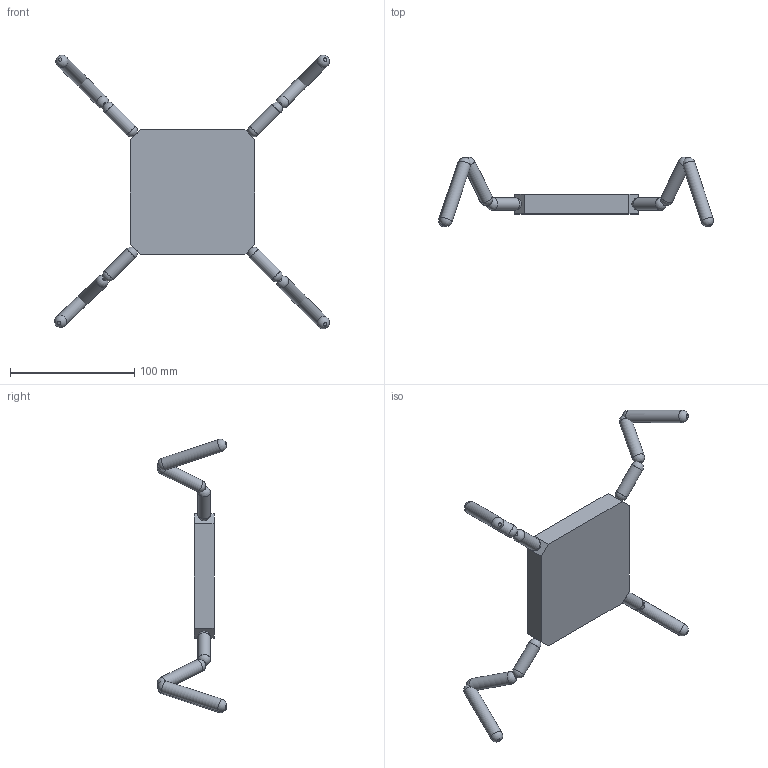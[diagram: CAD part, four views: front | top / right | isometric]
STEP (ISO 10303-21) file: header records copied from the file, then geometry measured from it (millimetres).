
FILE_DESCRIPTION(/* description */ (''),/* implementation_level */ '2;1');
FILE_NAME(/* name */ 'spider_simulator_model.step',/* time_stamp */ '2018-01-16T15:47:51+05:00',/* author */ ('ashwinikumar.gupta'),/* organization */ (''),/* preprocessor_version */ 'ST-DEVELOPER v16.13',/* originating_system */ 'Autodesk Translation Framework v6.5.0.72',/* authorisation */ '');
FILE_SCHEMA (('AUTOMOTIVE_DESIGN { 1 0 10303 214 3 1 1 }'));
Length unit declared in the file: millimetre
Products named in the file (20): spider_simulator_model; leg_1_Part_1; leg_1_Part_2; leg_1_part_3; Body; leg_1_Part_1_1; leg_1_Part_1_2; leg_1_Part_1_3; leg_1_Part_1_bottom; leg_1_Part_1_top; leg_1_Part_2_1; leg_1_Part_2_2; leg_1_Part_2_3; leg_1_Part_2_bottom; leg_1_Part_2_top; leg_1_part_3_1; leg_1_part_3_2; leg_1_part_3_3; leg_1_part_3_top; leg_1_part_3_bottom
Assembly tree (37 placements, depth 3):
  spider_simulator_model
    leg_1_Part_1
      leg_1_Part_1_bottom
      leg_1_Part_1_top
    leg_1_Part_2
      leg_1_Part_2_bottom
      leg_1_Part_2_top
    leg_1_part_3
      leg_1_part_3_top
      leg_1_part_3_bottom
    Body
    leg_1_Part_1_1
      leg_1_Part_1_bottom
      leg_1_Part_1_top
    leg_1_Part_1_2
      leg_1_Part_1_bottom
      leg_1_Part_1_top
    leg_1_Part_1_3
      leg_1_Part_1_bottom
      leg_1_Part_1_top
    leg_1_Part_2_1
      leg_1_Part_2_bottom
      leg_1_Part_2_top
    leg_1_Part_2_2
      leg_1_Part_2_bottom
      leg_1_Part_2_top
    leg_1_Part_2_3
      leg_1_Part_2_bottom
      leg_1_Part_2_top
    leg_1_part_3_1
      leg_1_part_3_top
      leg_1_part_3_bottom
    leg_1_part_3_2
      leg_1_part_3_top
      leg_1_part_3_bottom
    leg_1_part_3_3
      leg_1_part_3_top
      leg_1_part_3_bottom
Bounding box: 220.83 x 55.72 x 219.78 mm (x, y, z)
Volume: 198777.8 mm3; surface area: 47203.9 mm2
Topology: 37 solids, 37 shells, 118 faces, 204 edges, 160 vertices
Faces by surface type: plane 82, sphere 24, cylinder 12
Full cylindrical faces by diameter (mm): 10 x12
Entity records: 2322 total; most frequent: DIRECTION 436, CARTESIAN_POINT 324, ORIENTED_EDGE 228, AXIS2_PLACEMENT_3D 200, EDGE_CURVE 114, VERTEX_POINT 88, CIRCLE 78, FACE_OUTER_BOUND 64
